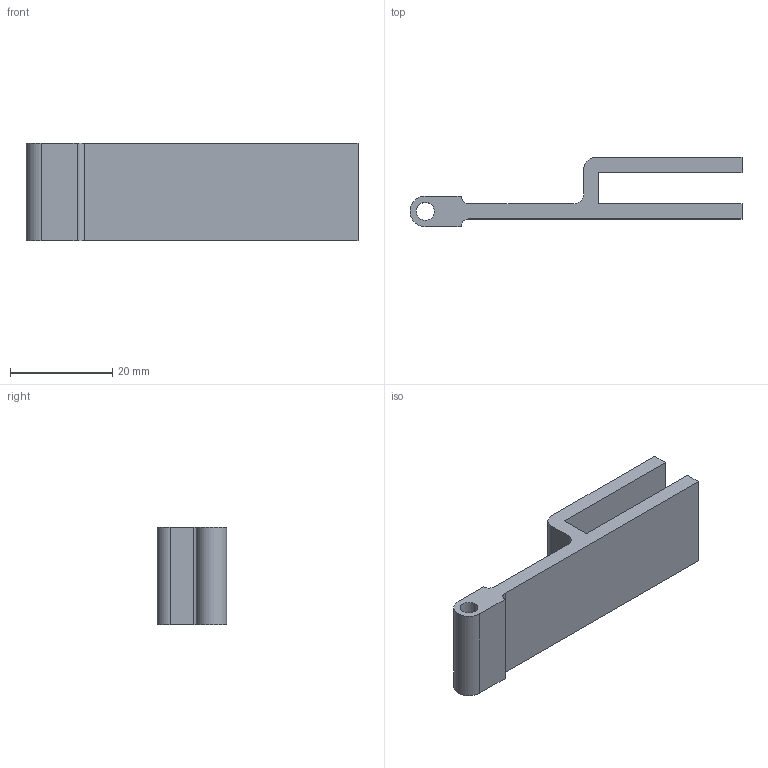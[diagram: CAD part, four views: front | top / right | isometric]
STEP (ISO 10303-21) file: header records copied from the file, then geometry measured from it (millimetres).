
FILE_DESCRIPTION(/* description */ (''),/* implementation_level */ '2;1');
FILE_NAME(/* name */ 'cam bracket v0.1.stp',/* time_stamp */ '2016-02-09T10:33:47-05:00',/* author */ (''),/* organization */ (''),/* preprocessor_version */ 'ST-DEVELOPER v15.2',/* originating_system */ 'Autodesk Translator Framework v2.0.0.5431',/* authorisation */ '');
FILE_SCHEMA (('AUTOMOTIVE_DESIGN { 1 0 10303 214 3 1 1 }'));
Length unit declared in the file: centimetre
Products named in the file (1): bracket v0.1
Bounding box: 65 x 13.6 x 19 mm (x, y, z)
Volume: 6142.7 mm3; surface area: 4853.2 mm2
Topology: 1 solids, 1 shells, 19 faces, 51 edges, 34 vertices
Faces by surface type: plane 13, cylinder 6
Full cylindrical faces by diameter (mm): 3.5 x1
Entity records: 615 total; most frequent: CARTESIAN_POINT 104, DIRECTION 102, ORIENTED_EDGE 100, EDGE_CURVE 50, LINE 38, VECTOR 38, VERTEX_POINT 34, AXIS2_PLACEMENT_3D 32
